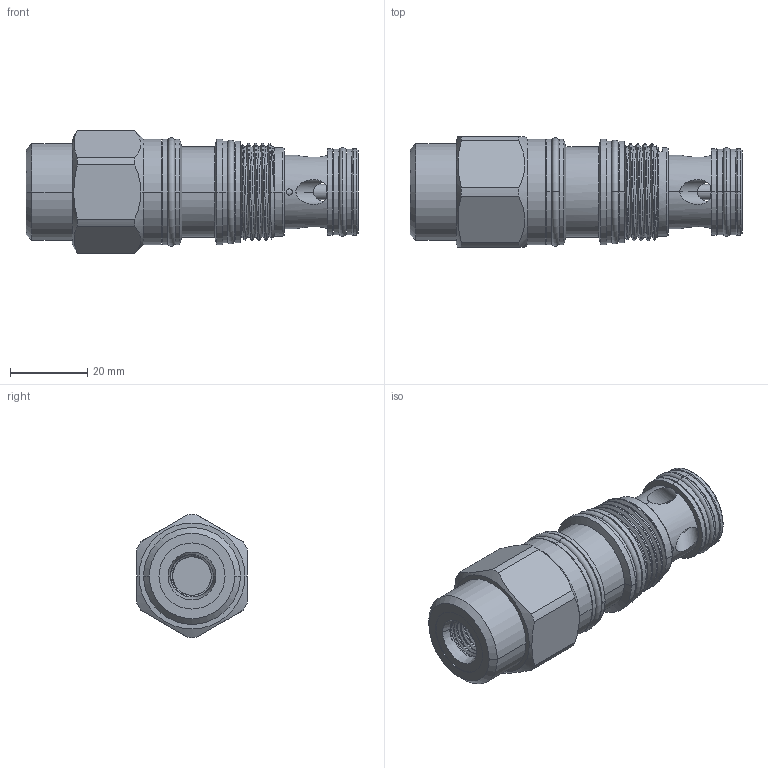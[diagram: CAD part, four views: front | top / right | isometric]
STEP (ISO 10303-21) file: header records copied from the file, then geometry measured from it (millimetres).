
FILE_DESCRIPTION (( 'STEP AP214' ), '1' );
FILE_NAME ('CK2A3C-S04.STEP', '2016-04-15T00:17:57', ( '' ), ( '' ), 'SwSTEP 2.0', 'SolidWorks 2012', '' );
FILE_SCHEMA (( 'AUTOMOTIVE_DESIGN' ));
Length unit declared in the file: millimetre
Products named in the file (1): CK2A3C-S04
Bounding box: 85.78 x 28.57 x 31.79 mm (x, y, z)
Volume: 38015.5 mm3; surface area: 14234.2 mm2
Topology: 5 solids, 6 shells, 258 faces, 626 edges, 385 vertices
Faces by surface type: cylinder 118, cone 54, plane 41, torus 37, bspline 6, sphere 2
Entity records: 14161 total; most frequent: CARTESIAN_POINT 5386, DIRECTION 1272, ORIENTED_EDGE 1248, EDGE_CURVE 624, AXIS2_PLACEMENT_3D 553, VERTEX_POINT 385, CIRCLE 300, EDGE_LOOP 285
